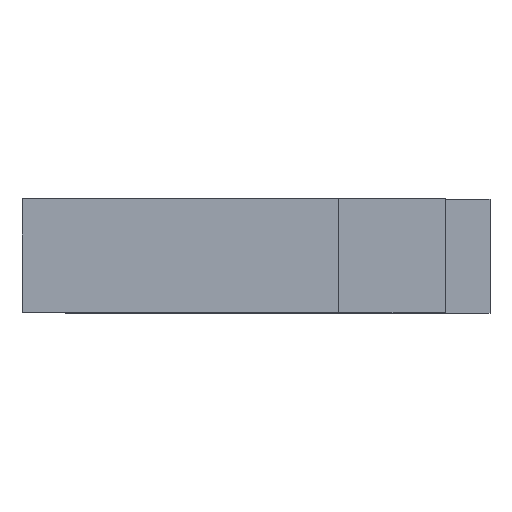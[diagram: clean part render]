
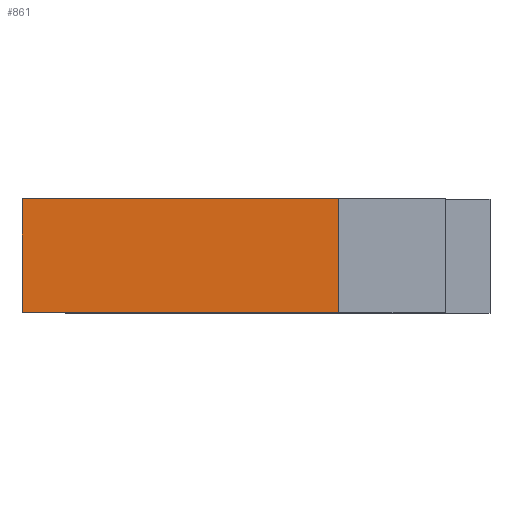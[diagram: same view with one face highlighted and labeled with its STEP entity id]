
A CAD part, top view. The second image highlights one B-rep face of the part: STEP entity #861.
In plain terms, the highlighted planar face has unit normal (0, 0, 1).
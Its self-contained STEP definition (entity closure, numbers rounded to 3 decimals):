
#53=FACE_OUTER_BOUND('',#95,.T.);
#95=EDGE_LOOP('',(#719,#720,#721,#722));
#211=LINE('',#1348,#331);
#212=LINE('',#1351,#332);
#213=LINE('',#1353,#333);
#214=LINE('',#1354,#334);
#331=VECTOR('',#1105,10.);
#332=VECTOR('',#1108,10.);
#333=VECTOR('',#1109,10.);
#334=VECTOR('',#1110,10.);
#415=VERTEX_POINT('',#1344);
#416=VERTEX_POINT('',#1346);
#417=VERTEX_POINT('',#1350);
#418=VERTEX_POINT('',#1352);
#531=EDGE_CURVE('',#415,#416,#211,.T.);
#532=EDGE_CURVE('',#417,#415,#212,.T.);
#533=EDGE_CURVE('',#418,#416,#213,.T.);
#534=EDGE_CURVE('',#417,#418,#214,.T.);
#719=ORIENTED_EDGE('',*,*,#532,.T.);
#720=ORIENTED_EDGE('',*,*,#531,.T.);
#721=ORIENTED_EDGE('',*,*,#533,.F.);
#722=ORIENTED_EDGE('',*,*,#534,.F.);
#819=PLANE('',#917);
#861=ADVANCED_FACE('',(#53),#819,.T.);
#917=AXIS2_PLACEMENT_3D('',#1349,#1106,#1107);
#1105=DIRECTION('',(0.,1.,0.));
#1106=DIRECTION('center_axis',(0.,0.,1.));
#1107=DIRECTION('ref_axis',(1.,0.,0.));
#1108=DIRECTION('',(1.,0.,0.));
#1109=DIRECTION('',(1.,0.,0.));
#1110=DIRECTION('',(0.,1.,0.));
#1344=CARTESIAN_POINT('',(13.145,0.,30.));
#1346=CARTESIAN_POINT('',(13.145,18.,30.));
#1348=CARTESIAN_POINT('',(13.145,0.,30.));
#1349=CARTESIAN_POINT('Origin',(-36.897,0.,30.));
#1350=CARTESIAN_POINT('',(-36.897,0.,30.));
#1351=CARTESIAN_POINT('',(-36.897,0.,30.));
#1352=CARTESIAN_POINT('',(-36.897,18.,30.));
#1353=CARTESIAN_POINT('',(-36.897,18.,30.));
#1354=CARTESIAN_POINT('',(-36.897,0.,30.));
